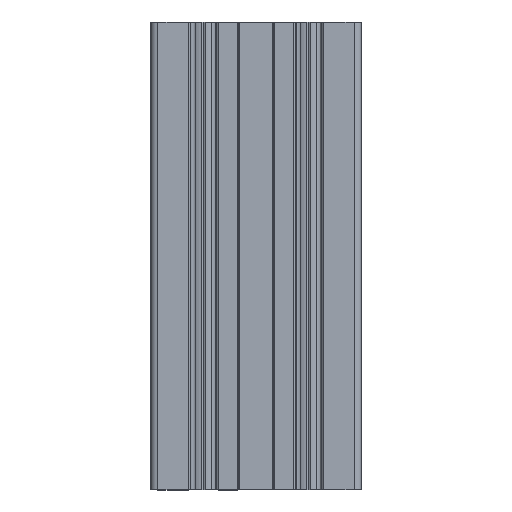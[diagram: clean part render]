
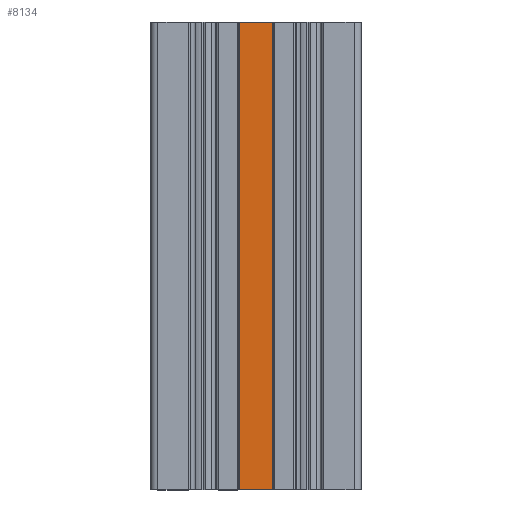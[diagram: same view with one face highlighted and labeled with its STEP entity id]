
A CAD part, top view. The second image highlights one B-rep face of the part: STEP entity #8134.
In plain terms, the highlighted planar face has unit normal (0, 0, 1).
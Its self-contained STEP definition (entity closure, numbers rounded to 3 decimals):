
#159=PLANE('',#8972);
#536=FACE_OUTER_BOUND('',#950,.T.);
#950=EDGE_LOOP('',(#6437,#6438,#6439,#6440));
#1638=LINE('',#13729,#2378);
#1639=LINE('',#13733,#2379);
#1640=LINE('',#13735,#2380);
#1641=LINE('',#13736,#2381);
#2378=VECTOR('',#11246,200.);
#2379=VECTOR('',#11251,14.4);
#2380=VECTOR('',#11252,200.);
#2381=VECTOR('',#11253,14.4);
#3695=VERTEX_POINT('',#13726);
#3696=VERTEX_POINT('',#13728);
#3697=VERTEX_POINT('',#13732);
#3698=VERTEX_POINT('',#13734);
#4859=EDGE_CURVE('',#3695,#3696,#1638,.T.);
#4861=EDGE_CURVE('',#3695,#3697,#1639,.T.);
#4862=EDGE_CURVE('',#3697,#3698,#1640,.T.);
#4863=EDGE_CURVE('',#3696,#3698,#1641,.T.);
#6437=ORIENTED_EDGE('',*,*,#4861,.T.);
#6438=ORIENTED_EDGE('',*,*,#4862,.T.);
#6439=ORIENTED_EDGE('',*,*,#4863,.F.);
#6440=ORIENTED_EDGE('',*,*,#4859,.F.);
#8134=ADVANCED_FACE('',(#536),#159,.T.);
#8972=AXIS2_PLACEMENT_3D('',#13731,#11249,#11250);
#11246=DIRECTION('',(0.,-1.,0.));
#11249=DIRECTION('center_axis',(0.,0.,1.));
#11250=DIRECTION('ref_axis',(1.,0.,0.));
#11251=DIRECTION('',(-1.,0.,0.));
#11252=DIRECTION('',(0.,-1.,0.));
#11253=DIRECTION('',(-1.,0.,0.));
#13726=CARTESIAN_POINT('',(7.2,200.,21.5));
#13728=CARTESIAN_POINT('',(7.2,0.,21.5));
#13729=CARTESIAN_POINT('',(7.2,0.,21.5));
#13731=CARTESIAN_POINT('Origin',(-7.2,0.,21.5));
#13732=CARTESIAN_POINT('',(-7.2,200.,21.5));
#13733=CARTESIAN_POINT('',(-3.6,200.,21.5));
#13734=CARTESIAN_POINT('',(-7.2,0.,21.5));
#13735=CARTESIAN_POINT('',(-7.2,0.,21.5));
#13736=CARTESIAN_POINT('',(-3.6,0.,21.5));
